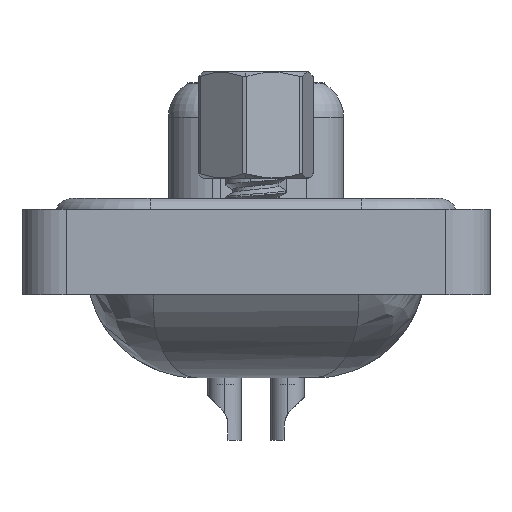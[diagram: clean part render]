
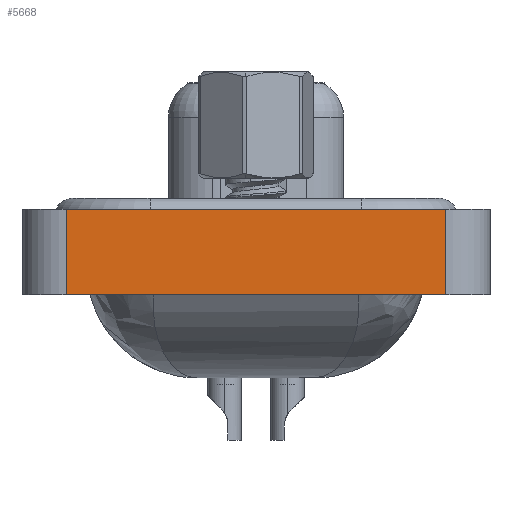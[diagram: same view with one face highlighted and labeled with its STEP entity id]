
A CAD part, left-side view. The second image highlights one B-rep face of the part: STEP entity #5668.
In plain terms, the highlighted planar face has unit normal (-1, 0, 0).
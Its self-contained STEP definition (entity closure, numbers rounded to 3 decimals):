
#314 = LINE ( 'NONE', #489, #14468 ) ;
#489 = CARTESIAN_POINT ( 'NONE',  ( -7.15, -8.55, 0.5 ) ) ;
#1700 = VECTOR ( 'NONE', #17042, 1000. ) ;
#1765 = ORIENTED_EDGE ( 'NONE', *, *, #21461, .F. ) ;
#2763 = VERTEX_POINT ( 'NONE', #20220 ) ;
#4712 = AXIS2_PLACEMENT_3D ( 'NONE', #22383, #16393, #24318 ) ;
#5668 = ADVANCED_FACE ( 'NONE', ( #27290 ), #13916, .T. ) ;
#6517 = CARTESIAN_POINT ( 'NONE',  ( -7.15, 8.55, 0.5 ) ) ;
#8311 = DIRECTION ( 'NONE',  ( 0., 0., 1. ) ) ;
#11238 = EDGE_CURVE ( 'NONE', #2763, #15075, #27347, .T. ) ;
#13916 = PLANE ( 'NONE',  #4712 ) ;
#14468 = VECTOR ( 'NONE', #28083, 1000. ) ;
#14569 = CARTESIAN_POINT ( 'NONE',  ( -7.15, 8.55, -3.35 ) ) ;
#15075 = VERTEX_POINT ( 'NONE', #25657 ) ;
#15643 = CARTESIAN_POINT ( 'NONE',  ( -7.15, 8.55, -3.35 ) ) ;
#16393 = DIRECTION ( 'NONE',  ( -1., 0., 0. ) ) ;
#17042 = DIRECTION ( 'NONE',  ( 0., 0., 1. ) ) ;
#18451 = VERTEX_POINT ( 'NONE', #15643 ) ;
#19101 = ORIENTED_EDGE ( 'NONE', *, *, #30048, .F. ) ;
#19679 = LINE ( 'NONE', #14569, #1700 ) ;
#20220 = CARTESIAN_POINT ( 'NONE',  ( -7.15, -8.55, -3.35 ) ) ;
#20432 = LINE ( 'NONE', #23078, #34786 ) ;
#21406 = ORIENTED_EDGE ( 'NONE', *, *, #11238, .T. ) ;
#21461 = EDGE_CURVE ( 'NONE', #18451, #23869, #19679, .T. ) ;
#22383 = CARTESIAN_POINT ( 'NONE',  ( -7.15, -8.55, -3.35 ) ) ;
#23078 = CARTESIAN_POINT ( 'NONE',  ( -7.15, -8.55, -3.35 ) ) ;
#23869 = VERTEX_POINT ( 'NONE', #6517 ) ;
#24318 = DIRECTION ( 'NONE',  ( 0., 0., 1. ) ) ;
#25522 = DIRECTION ( 'NONE',  ( 0., -1., 0. ) ) ;
#25657 = CARTESIAN_POINT ( 'NONE',  ( -7.15, -8.55, 0.5 ) ) ;
#26976 = VECTOR ( 'NONE', #8311, 1000. ) ;
#27290 = FACE_OUTER_BOUND ( 'NONE', #28456, .T. ) ;
#27347 = LINE ( 'NONE', #32840, #26976 ) ;
#28083 = DIRECTION ( 'NONE',  ( 0., -1., 0. ) ) ;
#28456 = EDGE_LOOP ( 'NONE', ( #21406, #19101, #1765, #33114 ) ) ;
#30048 = EDGE_CURVE ( 'NONE', #23869, #15075, #314, .T. ) ;
#31134 = EDGE_CURVE ( 'NONE', #18451, #2763, #20432, .T. ) ;
#32840 = CARTESIAN_POINT ( 'NONE',  ( -7.15, -8.55, -3.35 ) ) ;
#33114 = ORIENTED_EDGE ( 'NONE', *, *, #31134, .T. ) ;
#34786 = VECTOR ( 'NONE', #25522, 1000. ) ;
